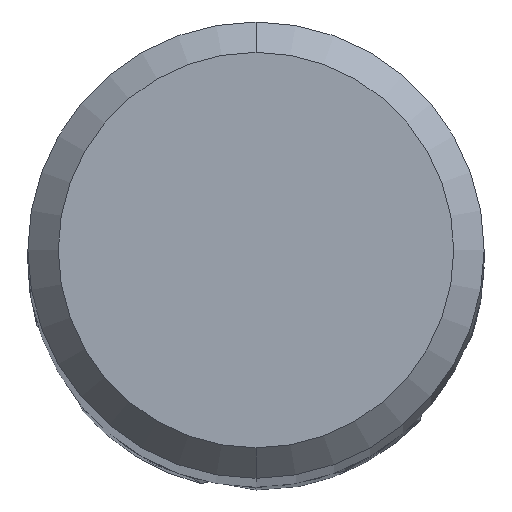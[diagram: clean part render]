
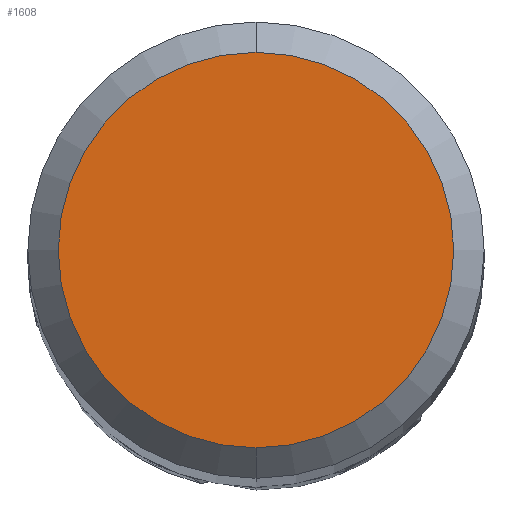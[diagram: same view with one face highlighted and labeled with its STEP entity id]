
A CAD part, top view. The second image highlights one B-rep face of the part: STEP entity #1608.
In plain terms, the highlighted planar face has unit normal (0, 0, 1).
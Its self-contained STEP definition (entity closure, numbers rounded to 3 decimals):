
#662=EDGE_CURVE('',#722,#1598,#1911,.T.);
#722=VERTEX_POINT('',#1973);
#1494=EDGE_CURVE('',#1598,#722,#2821,.T.);
#1598=VERTEX_POINT('',#2935);
#1608=ADVANCED_FACE('',(#2946),#2947,.T.);
#1911=CIRCLE('',#3275,2.6);
#1973=CARTESIAN_POINT('',(0.,-2.6,0.0));
#2821=CIRCLE('',#10519,2.6);
#2935=CARTESIAN_POINT('',(0.0,2.6,0.0));
#2946=FACE_OUTER_BOUND('',#11300,.T.);
#2947=PLANE('',#11301);
#3275=AXIS2_PLACEMENT_3D('',#12618,#12619,#12620);
#10519=AXIS2_PLACEMENT_3D('',#13472,#13473,#13474);
#11300=EDGE_LOOP('',(#13594,#13595));
#11301=AXIS2_PLACEMENT_3D('',#13596,#13597,#13598);
#12618=CARTESIAN_POINT('',(0.0,0.0,0.0));
#12619=DIRECTION('',(0.0,0.0,-1.0));
#12620=DIRECTION('',(0.0,1.0,0.0));
#13472=CARTESIAN_POINT('',(0.0,0.0,0.0));
#13473=DIRECTION('',(0.0,0.0,-1.0));
#13474=DIRECTION('',(0.0,1.0,0.0));
#13594=ORIENTED_EDGE('',*,*,#1494,.F.);
#13595=ORIENTED_EDGE('',*,*,#662,.F.);
#13596=CARTESIAN_POINT('',(0.0,1.3,0.0));
#13597=DIRECTION('',(-0.0,0.0,1.0));
#13598=DIRECTION('',(0.0,-1.0,0.0));
